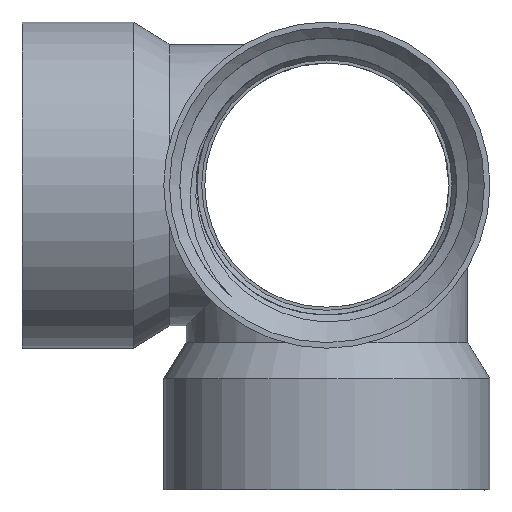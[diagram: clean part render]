
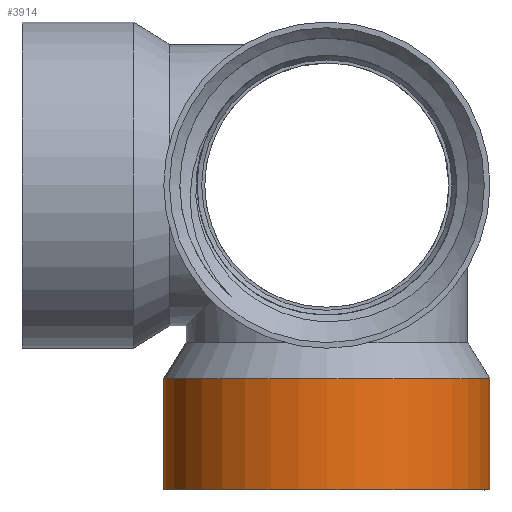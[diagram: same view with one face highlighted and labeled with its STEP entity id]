
A CAD part, front view. The second image highlights one B-rep face of the part: STEP entity #3914.
In plain terms, the highlighted cylindrical face has radius 17.615 mm (diameter 35.23 mm), a full revolution.
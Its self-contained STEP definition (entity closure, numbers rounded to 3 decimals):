
#3898 = EDGE_CURVE('',#3899,#3899,#3901,.T.);
#3899 = VERTEX_POINT('',#3900);
#3900 = CARTESIAN_POINT('',(-17.615,0.,0.));
#3901 = CIRCLE('',#3902,17.615);
#3902 = AXIS2_PLACEMENT_3D('',#3903,#3904,#3905);
#3903 = CARTESIAN_POINT('',(0.,0.,0.));
#3904 = DIRECTION('',(0.,-0.,1.));
#3905 = DIRECTION('',(1.,0.,0.));
#3914 = ADVANCED_FACE('',(#3915),#3934,.T.);
#3915 = FACE_BOUND('',#3916,.T.);
#3916 = EDGE_LOOP('',(#3917,#3926,#3932,#3933));
#3917 = ORIENTED_EDGE('',*,*,#3918,.F.);
#3918 = EDGE_CURVE('',#3919,#3919,#3921,.T.);
#3919 = VERTEX_POINT('',#3920);
#3920 = CARTESIAN_POINT('',(-17.615,0.,12.));
#3921 = CIRCLE('',#3922,17.615);
#3922 = AXIS2_PLACEMENT_3D('',#3923,#3924,#3925);
#3923 = CARTESIAN_POINT('',(0.,0.,12.));
#3924 = DIRECTION('',(0.,-0.,1.));
#3925 = DIRECTION('',(1.,0.,0.));
#3926 = ORIENTED_EDGE('',*,*,#3927,.T.);
#3927 = EDGE_CURVE('',#3919,#3899,#3928,.T.);
#3928 = LINE('',#3929,#3930);
#3929 = CARTESIAN_POINT('',(-17.615,0.,6.));
#3930 = VECTOR('',#3931,1.);
#3931 = DIRECTION('',(0.,0.,-1.));
#3932 = ORIENTED_EDGE('',*,*,#3898,.T.);
#3933 = ORIENTED_EDGE('',*,*,#3927,.F.);
#3934 = CYLINDRICAL_SURFACE('',#3935,17.615);
#3935 = AXIS2_PLACEMENT_3D('',#3936,#3937,#3938);
#3936 = CARTESIAN_POINT('',(0.,0.,6.));
#3937 = DIRECTION('',(0.,0.,1.));
#3938 = DIRECTION('',(1.,0.,0.));
